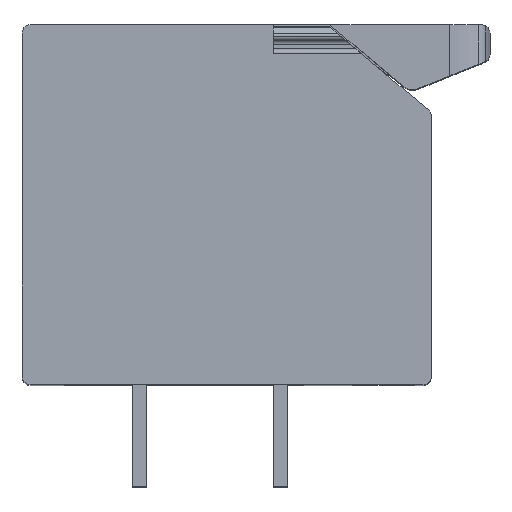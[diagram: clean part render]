
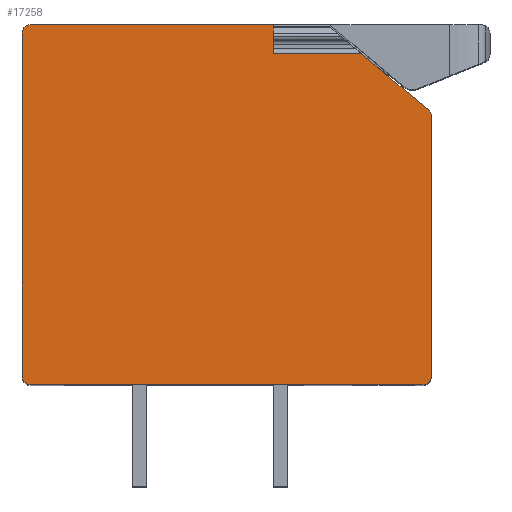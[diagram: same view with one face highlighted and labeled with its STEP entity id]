
A CAD part, top view. The second image highlights one B-rep face of the part: STEP entity #17258.
In plain terms, the highlighted planar face has unit normal (0, 0, 1).
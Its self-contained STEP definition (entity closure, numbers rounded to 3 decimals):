
#150=CIRCLE('',#18138,0.3);
#151=CIRCLE('',#18141,0.3);
#152=CIRCLE('',#18143,0.3);
#158=CIRCLE('',#18151,0.3);
#937=LINE('',#23573,#2295);
#1048=LINE('',#23890,#2406);
#1081=LINE('',#24006,#2439);
#1085=LINE('',#24020,#2443);
#1167=LINE('',#24241,#2525);
#1208=LINE('',#24323,#2566);
#1216=LINE('',#24344,#2574);
#1235=LINE('',#24388,#2593);
#1236=LINE('',#24390,#2594);
#1237=LINE('',#24392,#2595);
#1238=LINE('',#24393,#2596);
#2295=VECTOR('',#19514,1000.);
#2406=VECTOR('',#19749,1000.);
#2439=VECTOR('',#19834,1000.);
#2443=VECTOR('',#19844,1000.);
#2525=VECTOR('',#19988,1000.);
#2566=VECTOR('',#20035,1000.);
#2574=VECTOR('',#20055,1000.);
#2593=VECTOR('',#20088,1000.);
#2594=VECTOR('',#20089,1000.);
#2595=VECTOR('',#20090,1000.);
#2596=VECTOR('',#20091,1000.);
#4243=ORIENTED_EDGE('',*,*,#8011,.F.);
#4244=ORIENTED_EDGE('',*,*,#8012,.T.);
#4245=ORIENTED_EDGE('',*,*,#8013,.T.);
#4246=ORIENTED_EDGE('',*,*,#7815,.T.);
#4247=ORIENTED_EDGE('',*,*,#8014,.F.);
#4248=ORIENTED_EDGE('',*,*,#7758,.T.);
#4249=ORIENTED_EDGE('',*,*,#7987,.T.);
#4250=ORIENTED_EDGE('',*,*,#8010,.T.);
#4251=ORIENTED_EDGE('',*,*,#7934,.T.);
#4252=ORIENTED_EDGE('',*,*,#7936,.T.);
#4253=ORIENTED_EDGE('',*,*,#7976,.T.);
#4254=ORIENTED_EDGE('',*,*,#7977,.T.);
#4255=ORIENTED_EDGE('',*,*,#7604,.T.);
#4256=ORIENTED_EDGE('',*,*,#7978,.T.);
#4257=ORIENTED_EDGE('',*,*,#7822,.T.);
#7604=EDGE_CURVE('',#9490,#9489,#937,.T.);
#7758=EDGE_CURVE('',#9634,#9633,#1048,.T.);
#7815=EDGE_CURVE('',#9691,#9690,#1081,.T.);
#7822=EDGE_CURVE('',#9698,#9697,#1085,.T.);
#7934=EDGE_CURVE('',#9800,#9805,#1167,.T.);
#7936=EDGE_CURVE('',#9805,#9806,#150,.T.);
#7976=EDGE_CURVE('',#9806,#9843,#1208,.T.);
#7977=EDGE_CURVE('',#9843,#9490,#151,.T.);
#7978=EDGE_CURVE('',#9489,#9698,#152,.T.);
#7987=EDGE_CURVE('',#9633,#9850,#1216,.T.);
#8010=EDGE_CURVE('',#9850,#9800,#158,.T.);
#8011=EDGE_CURVE('',#9869,#9697,#1235,.T.);
#8012=EDGE_CURVE('',#9869,#9870,#1236,.T.);
#8013=EDGE_CURVE('',#9870,#9691,#1237,.T.);
#8014=EDGE_CURVE('',#9634,#9690,#1238,.T.);
#9489=VERTEX_POINT('',#23572);
#9490=VERTEX_POINT('',#23574);
#9633=VERTEX_POINT('',#23889);
#9634=VERTEX_POINT('',#23891);
#9690=VERTEX_POINT('',#24005);
#9691=VERTEX_POINT('',#24007);
#9697=VERTEX_POINT('',#24019);
#9698=VERTEX_POINT('',#24021);
#9800=VERTEX_POINT('',#24228);
#9805=VERTEX_POINT('',#24240);
#9806=VERTEX_POINT('',#24244);
#9843=VERTEX_POINT('',#24322);
#9850=VERTEX_POINT('',#24343);
#9869=VERTEX_POINT('',#24389);
#9870=VERTEX_POINT('',#24391);
#10625=EDGE_LOOP('',(#4243,#4244,#4245,#4246,#4247,#4248,#4249,#4250,#4251,
#4252,#4253,#4254,#4255,#4256,#4257));
#11345=FACE_BOUND('',#10625,.T.);
#12031=PLANE('',#18152);
#17258=ADVANCED_FACE('',(#11345),#12031,.T.);
#18138=AXIS2_PLACEMENT_3D('',#24245,#19992,#19993);
#18141=AXIS2_PLACEMENT_3D('',#24325,#20038,#20039);
#18143=AXIS2_PLACEMENT_3D('',#24327,#20042,#20043);
#18151=AXIS2_PLACEMENT_3D('',#24386,#20084,#20085);
#18152=AXIS2_PLACEMENT_3D('',#24387,#20086,#20087);
#19514=DIRECTION('',(0.,1.,0.));
#19749=DIRECTION('',(0.,1.,0.));
#19834=DIRECTION('',(-0.766,0.643,0.));
#19844=DIRECTION('',(-0.766,0.643,0.));
#19988=DIRECTION('',(0.,-1.,0.));
#19992=DIRECTION('',(0.,0.,1.));
#19993=DIRECTION('',(1.,0.,0.));
#20035=DIRECTION('',(1.,0.,0.));
#20038=DIRECTION('',(0.,0.,1.));
#20039=DIRECTION('',(1.,0.,0.));
#20042=DIRECTION('',(0.,0.,1.));
#20043=DIRECTION('',(1.,0.,0.));
#20055=DIRECTION('',(-1.,0.,0.));
#20084=DIRECTION('',(0.,0.,1.));
#20085=DIRECTION('',(1.,0.,0.));
#20086=DIRECTION('',(0.,0.,1.));
#20087=DIRECTION('',(1.,0.,0.));
#20088=DIRECTION('',(1.,0.,0.));
#20089=DIRECTION('',(0.,1.,0.));
#20090=DIRECTION('',(1.,0.,0.));
#20091=DIRECTION('',(1.,0.,0.));
#23572=CARTESIAN_POINT('',(5.35,9.51,17.5));
#23573=CARTESIAN_POINT('',(5.35,0.3,17.5));
#23574=CARTESIAN_POINT('',(5.35,0.3,17.5));
#23889=CARTESIAN_POINT('',(-0.25,12.75,17.5));
#23890=CARTESIAN_POINT('',(-0.25,0.3,17.5));
#23891=CARTESIAN_POINT('',(-0.25,12.346,17.5));
#24005=CARTESIAN_POINT('',(2.137,12.346,17.5));
#24006=CARTESIAN_POINT('',(5.243,9.74,17.5));
#24007=CARTESIAN_POINT('',(2.141,12.343,17.5));
#24019=CARTESIAN_POINT('',(2.847,11.75,17.5));
#24020=CARTESIAN_POINT('',(5.243,9.74,17.5));
#24021=CARTESIAN_POINT('',(5.243,9.74,17.5));
#24228=CARTESIAN_POINT('',(-9.15,12.45,17.5));
#24240=CARTESIAN_POINT('',(-9.15,0.3,17.5));
#24241=CARTESIAN_POINT('',(-9.15,12.45,17.5));
#24244=CARTESIAN_POINT('',(-8.85,0.,17.5));
#24245=CARTESIAN_POINT('',(-8.85,0.3,17.5));
#24322=CARTESIAN_POINT('',(5.05,0.,17.5));
#24323=CARTESIAN_POINT('',(-8.85,0.,17.5));
#24325=CARTESIAN_POINT('',(5.05,0.3,17.5));
#24327=CARTESIAN_POINT('',(5.05,9.51,17.5));
#24343=CARTESIAN_POINT('',(-8.85,12.75,17.5));
#24344=CARTESIAN_POINT('',(1.656,12.75,17.5));
#24386=CARTESIAN_POINT('',(-8.85,12.45,17.5));
#24387=CARTESIAN_POINT('',(-8.85,0.3,17.5));
#24388=CARTESIAN_POINT('',(-8.85,11.75,17.5));
#24389=CARTESIAN_POINT('',(-0.25,11.75,17.5));
#24390=CARTESIAN_POINT('',(-0.25,0.3,17.5));
#24391=CARTESIAN_POINT('',(-0.25,12.343,17.5));
#24392=CARTESIAN_POINT('',(-0.25,12.343,17.5));
#24393=CARTESIAN_POINT('',(-0.25,12.346,17.5));
